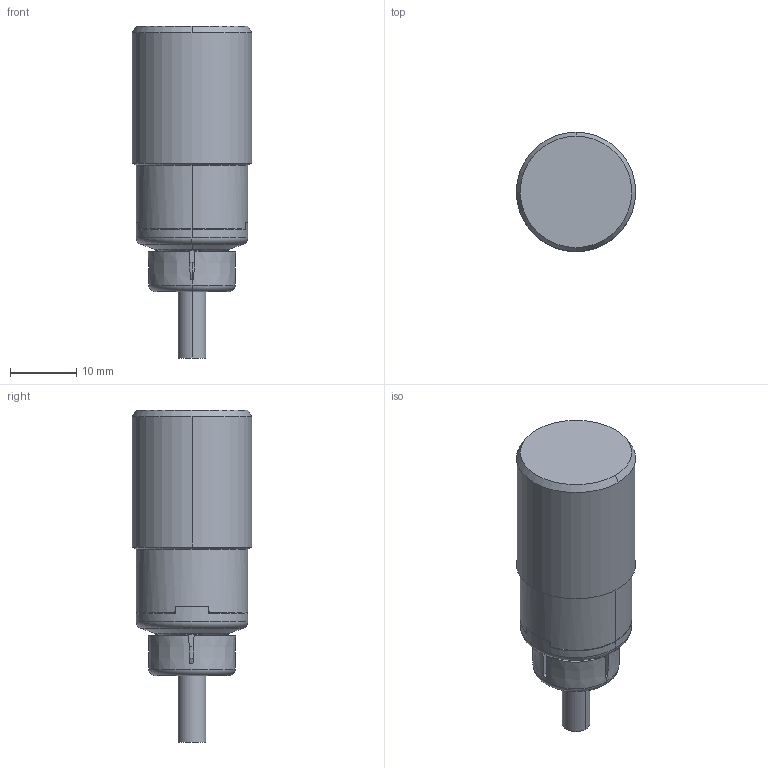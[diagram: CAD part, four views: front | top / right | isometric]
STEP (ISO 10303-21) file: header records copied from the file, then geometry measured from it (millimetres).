
FILE_DESCRIPTION((''),'2;1');
FILE_NAME('072','2021-03-11T09:28:49',('axu'),(''),'CREO PARAMETRIC BY PTC INC, 2019292','CREO PARAMETRIC BY PTC INC, 2019292','');
FILE_SCHEMA(('CONFIG_CONTROL_DESIGN','SHAPE_APPEARANCE_LAYERS_GROUPS'));
Length unit declared in the file: millimetre
Products named in the file (1): 072
Bounding box: 18 x 18 x 50.05 mm (x, y, z)
Volume: 8912.3 mm3; surface area: 3343.5 mm2
Topology: 1 solids, 2 shells, 194 faces, 555 edges, 359 vertices
Faces by surface type: plane 66, cylinder 64, cone 26, torus 18, bspline 18, sphere 2
Entity records: 9786 total; most frequent: CARTESIAN_POINT 2501, ORIENTED_EDGE 1100, DIRECTION 1001, EDGE_CURVE 550, AXIS2_PLACEMENT_3D 405, FILL_AREA_STYLE_COLOUR 369, FILL_AREA_STYLE 369, SURFACE_STYLE_FILL_AREA 369
